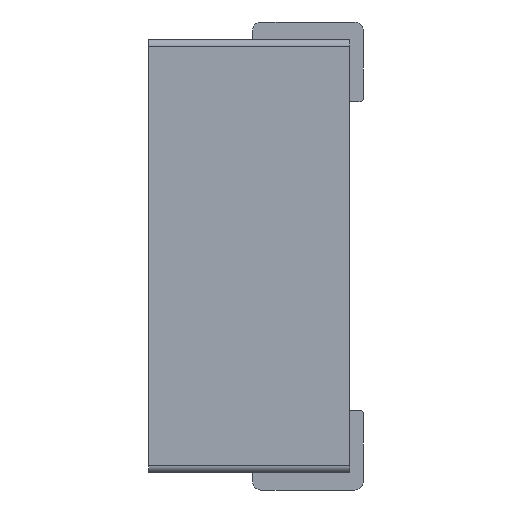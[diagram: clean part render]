
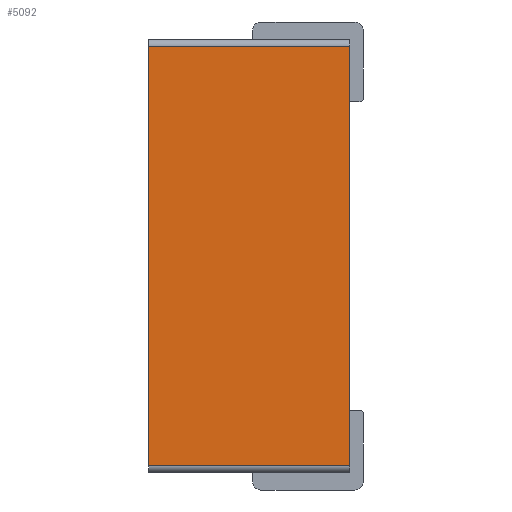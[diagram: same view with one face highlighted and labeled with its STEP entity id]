
A CAD part, left-side view. The second image highlights one B-rep face of the part: STEP entity #5092.
In plain terms, the highlighted planar face has unit normal (-1, 0, 0).
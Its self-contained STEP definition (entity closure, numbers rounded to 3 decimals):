
#54 = VECTOR ( 'NONE', #3399, 1000. ) ;
#66 = CARTESIAN_POINT ( 'NONE',  ( -6.25, 5.8, -6.05 ) ) ;
#95 = AXIS2_PLACEMENT_3D ( 'NONE', #2867, #1099, #4191 ) ;
#494 = VECTOR ( 'NONE', #5268, 1000. ) ;
#1000 = DIRECTION ( 'NONE',  ( 0., -1., 0. ) ) ;
#1099 = DIRECTION ( 'NONE',  ( 1., 0., 0. ) ) ;
#1453 = EDGE_CURVE ( 'NONE', #4127, #3783, #4936, .T. ) ;
#1628 = CARTESIAN_POINT ( 'NONE',  ( -6.25, 0., 6.05 ) ) ;
#1698 = ORIENTED_EDGE ( 'NONE', *, *, #2527, .T. ) ;
#1714 = ORIENTED_EDGE ( 'NONE', *, *, #2821, .F. ) ;
#1776 = DIRECTION ( 'NONE',  ( 0., 0., 1. ) ) ;
#1780 = ORIENTED_EDGE ( 'NONE', *, *, #1453, .T. ) ;
#2014 = VERTEX_POINT ( 'NONE', #4405 ) ;
#2188 = CARTESIAN_POINT ( 'NONE',  ( -6.25, 5.8, 6.05 ) ) ;
#2334 = LINE ( 'NONE', #4434, #3491 ) ;
#2527 = EDGE_CURVE ( 'NONE', #2014, #4171, #4894, .T. ) ;
#2536 = VECTOR ( 'NONE', #1000, 1000. ) ;
#2821 = EDGE_CURVE ( 'NONE', #2014, #3783, #2334, .T. ) ;
#2867 = CARTESIAN_POINT ( 'NONE',  ( -6.25, 5.8, -6.25 ) ) ;
#2996 = CARTESIAN_POINT ( 'NONE',  ( -6.25, 0., -6.05 ) ) ;
#3399 = DIRECTION ( 'NONE',  ( 0., 0., 1. ) ) ;
#3452 = FACE_OUTER_BOUND ( 'NONE', #4756, .T. ) ;
#3491 = VECTOR ( 'NONE', #1776, 1000. ) ;
#3599 = LINE ( 'NONE', #5144, #54 ) ;
#3755 = PLANE ( 'NONE',  #95 ) ;
#3783 = VERTEX_POINT ( 'NONE', #5164 ) ;
#4127 = VERTEX_POINT ( 'NONE', #1628 ) ;
#4171 = VERTEX_POINT ( 'NONE', #2996 ) ;
#4191 = DIRECTION ( 'NONE',  ( 0., 0., -1. ) ) ;
#4405 = CARTESIAN_POINT ( 'NONE',  ( -6.25, 5.8, -6.05 ) ) ;
#4434 = CARTESIAN_POINT ( 'NONE',  ( -6.25, 5.8, -6.25 ) ) ;
#4756 = EDGE_LOOP ( 'NONE', ( #5215, #1780, #1714, #1698 ) ) ;
#4894 = LINE ( 'NONE', #66, #2536 ) ;
#4936 = LINE ( 'NONE', #2188, #494 ) ;
#5092 = ADVANCED_FACE ( 'NONE', ( #3452 ), #3755, .F. ) ;
#5144 = CARTESIAN_POINT ( 'NONE',  ( -6.25, 0., -6.25 ) ) ;
#5164 = CARTESIAN_POINT ( 'NONE',  ( -6.25, 5.8, 6.05 ) ) ;
#5215 = ORIENTED_EDGE ( 'NONE', *, *, #5557, .T. ) ;
#5268 = DIRECTION ( 'NONE',  ( 0., 1., 0. ) ) ;
#5557 = EDGE_CURVE ( 'NONE', #4171, #4127, #3599, .T. ) ;
